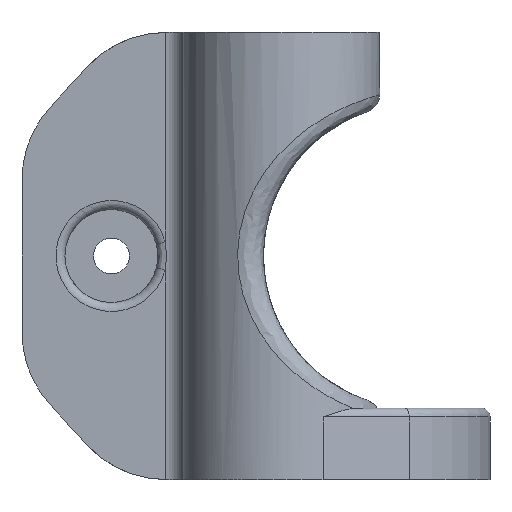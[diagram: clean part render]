
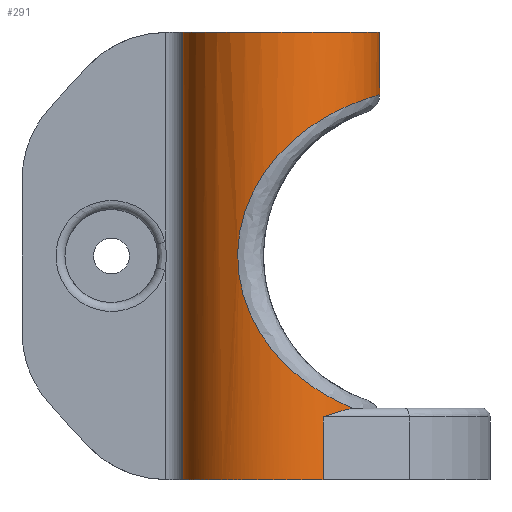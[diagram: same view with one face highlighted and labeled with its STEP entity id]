
A CAD part, left-side view. The second image highlights one B-rep face of the part: STEP entity #291.
In plain terms, the highlighted cylindrical face has radius 5.5 mm (diameter 11 mm), a partial arc.
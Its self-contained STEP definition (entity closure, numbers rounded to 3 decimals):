
#291=ADVANCED_FACE('',(#824),#826,.T.);
#824=FACE_BOUND('',#825,.T.);
#825=EDGE_LOOP('',(#2145,#2146,#2147,#2148,#2149,#2150));
#826=CYLINDRICAL_SURFACE('',#827,5.5);
#827=AXIS2_PLACEMENT_3D('',#828,#829,#830);
#828=CARTESIAN_POINT('',(-14.25,-9.733,0.));
#829=DIRECTION('',(0.,0.,-1.));
#830=DIRECTION('',(0.815,-0.579,0.));
#2145=ORIENTED_EDGE('',*,*,#2432,.T.);
#2146=ORIENTED_EDGE('',*,*,#2411,.T.);
#2147=ORIENTED_EDGE('',*,*,#2433,.T.);
#2148=ORIENTED_EDGE('',*,*,#2434,.F.);
#2149=ORIENTED_EDGE('',*,*,#2378,.F.);
#2150=ORIENTED_EDGE('',*,*,#2406,.T.);
#2378=EDGE_CURVE('',#2596,#2598,#2599,.T.);
#2406=EDGE_CURVE('',#2596,#2647,#2649,.T.);
#2411=EDGE_CURVE('',#2646,#2655,#2657,.T.);
#2432=EDGE_CURVE('',#2647,#2646,#2688,.T.);
#2433=EDGE_CURVE('',#2655,#2689,#2690,.T.);
#2434=EDGE_CURVE('',#2598,#2689,#2691,.T.);
#2596=VERTEX_POINT('',#3032);
#2598=VERTEX_POINT('',#3037);
#2599=CIRCLE('',#3038,5.5);
#2646=VERTEX_POINT('',#3496);
#2647=VERTEX_POINT('',#3497);
#2649=LINE('',#3528,#3529);
#2655=VERTEX_POINT('',#3543);
#2657=LINE('',#3548,#3549);
#2688=B_SPLINE_CURVE_WITH_KNOTS('',3,
(#3739,#3740,#3741,#3742,#3743,#3744,#3745,#3746,#3747,#3748,#3749,#3750,#3751,#3752,
#3753,#3754,#3755,#3756,#3757,#3758,#3759,#3760,#3761,#3762,#3763,#3764,#3765,#3766,
#3767,#3768,#3769,#3770,#3771,#3772,#3773,#3774,#3775,#3776,#3777,#3778,#3779,#3780,
#3781,#3782,#3783,#3784,#3785,#3786,#3787,#3788,#3789,#3790,#3791,#3792,#3793,#3794,
#3795,#3796,#3797,#3798,#3799,#3800,#3801,#3802,#3803,#3804,#3805,#3806),
.UNSPECIFIED.,.F.,.F.,
(4,1,1,1,1,1,1,1,1,1,1,1,1,1,1,1,1,1,1,1,1,1,1,1,1,1,1,1,1,1,1,1,1,1,1,1,1,1,1,1,
1,1,1,1,1,1,1,1,1,1,1,1,1,1,1,1,1,1,1,1,1,1,1,1,1,4),
(0.,0.017,0.032,0.045,0.057,
0.071,0.086,0.102,0.12,0.137,
0.155,0.172,0.189,0.205,0.22,
0.234,0.248,0.262,0.275,0.287,
0.299,0.312,0.325,0.342,0.362,
0.385,0.407,0.426,0.443,0.457,
0.47,0.481,0.492,0.504,0.516,
0.529,0.546,0.563,0.581,0.598,
0.62,0.641,0.661,0.675,0.689,
0.702,0.717,0.73,0.743,0.756,
0.77,0.784,0.799,0.815,0.832,
0.849,0.866,0.884,0.901,0.918,
0.934,0.949,0.963,0.979,0.991,
1.),
.UNSPECIFIED.);
#2689=VERTEX_POINT('',#3807);
#2690=CIRCLE('',#3808,5.5);
#2691=LINE('',#3812,#3813);
#3032=CARTESIAN_POINT('',(-9.766,-12.918,0.));
#3037=CARTESIAN_POINT('',(-14.25,-4.233,0.));
#3038=AXIS2_PLACEMENT_3D('',#3039,#3040,#3041);
#3039=CARTESIAN_POINT('',(-14.25,-9.733,0.));
#3040=DIRECTION('',(0.,0.,-1.));
#3041=DIRECTION('',(0.815,-0.579,0.));
#3496=CARTESIAN_POINT('',(-9.766,-12.918,20.643));
#3497=CARTESIAN_POINT('',(-9.766,-12.918,4.357));
#3528=CARTESIAN_POINT('',(-9.766,-12.918,0.));
#3529=VECTOR('',#3530,1.);
#3530=DIRECTION('',(0.,0.,1.));
#3543=CARTESIAN_POINT('',(-9.766,-12.918,25.));
#3548=CARTESIAN_POINT('',(-9.766,-12.918,20.643));
#3549=VECTOR('',#3550,1.);
#3550=DIRECTION('',(0.,0.,1.));
#3739=CARTESIAN_POINT('',(-9.766,-12.918,4.357));
#3740=CARTESIAN_POINT('',(-9.9,-13.106,4.264));
#3741=CARTESIAN_POINT('',(-10.176,-13.447,4.109));
#3742=CARTESIAN_POINT('',(-10.623,-13.881,3.931));
#3743=CARTESIAN_POINT('',(-11.072,-14.233,3.8));
#3744=CARTESIAN_POINT('',(-11.538,-14.528,3.697));
#3745=CARTESIAN_POINT('',(-12.065,-14.792,3.613));
#3746=CARTESIAN_POINT('',(-12.665,-15.014,3.547));
#3747=CARTESIAN_POINT('',(-13.348,-15.175,3.502));
#3748=CARTESIAN_POINT('',(-14.077,-15.247,3.482));
#3749=CARTESIAN_POINT('',(-14.827,-15.219,3.49));
#3750=CARTESIAN_POINT('',(-15.557,-15.092,3.525));
#3751=CARTESIAN_POINT('',(-16.257,-14.87,3.589));
#3752=CARTESIAN_POINT('',(-16.901,-14.569,3.684));
#3753=CARTESIAN_POINT('',(-17.478,-14.202,3.81));
#3754=CARTESIAN_POINT('',(-17.978,-13.792,3.965));
#3755=CARTESIAN_POINT('',(-18.404,-13.354,4.15));
#3756=CARTESIAN_POINT('',(-18.756,-12.902,4.361));
#3757=CARTESIAN_POINT('',(-19.043,-12.447,4.598));
#3758=CARTESIAN_POINT('',(-19.268,-12.001,4.854));
#3759=CARTESIAN_POINT('',(-19.442,-11.566,5.13));
#3760=CARTESIAN_POINT('',(-19.575,-11.133,5.433));
#3761=CARTESIAN_POINT('',(-19.67,-10.7,5.767));
#3762=CARTESIAN_POINT('',(-19.734,-10.233,6.169));
#3763=CARTESIAN_POINT('',(-19.759,-9.725,6.662));
#3764=CARTESIAN_POINT('',(-19.731,-9.168,7.295));
#3765=CARTESIAN_POINT('',(-19.648,-8.638,8.024));
#3766=CARTESIAN_POINT('',(-19.535,-8.192,8.795));
#3767=CARTESIAN_POINT('',(-19.426,-7.864,9.515));
#3768=CARTESIAN_POINT('',(-19.336,-7.637,10.163));
#3769=CARTESIAN_POINT('',(-19.27,-7.483,10.737));
#3770=CARTESIAN_POINT('',(-19.223,-7.383,11.256));
#3771=CARTESIAN_POINT('',(-19.193,-7.322,11.734));
#3772=CARTESIAN_POINT('',(-19.178,-7.29,12.192));
#3773=CARTESIAN_POINT('',(-19.175,-7.285,12.658));
#3774=CARTESIAN_POINT('',(-19.188,-7.31,13.161));
#3775=CARTESIAN_POINT('',(-19.221,-7.378,13.729));
#3776=CARTESIAN_POINT('',(-19.28,-7.505,14.368));
#3777=CARTESIAN_POINT('',(-19.363,-7.701,15.044));
#3778=CARTESIAN_POINT('',(-19.46,-7.961,15.713));
#3779=CARTESIAN_POINT('',(-19.565,-8.301,16.405));
#3780=CARTESIAN_POINT('',(-19.666,-8.733,17.115));
#3781=CARTESIAN_POINT('',(-19.739,-9.262,17.819));
#3782=CARTESIAN_POINT('',(-19.758,-9.787,18.4));
#3783=CARTESIAN_POINT('',(-19.729,-10.277,18.87));
#3784=CARTESIAN_POINT('',(-19.666,-10.727,19.256));
#3785=CARTESIAN_POINT('',(-19.558,-11.2,19.618));
#3786=CARTESIAN_POINT('',(-19.404,-11.675,19.943));
#3787=CARTESIAN_POINT('',(-19.201,-12.145,20.232));
#3788=CARTESIAN_POINT('',(-18.955,-12.598,20.483));
#3789=CARTESIAN_POINT('',(-18.651,-13.046,20.708));
#3790=CARTESIAN_POINT('',(-18.286,-13.484,20.907));
#3791=CARTESIAN_POINT('',(-17.849,-13.907,21.08));
#3792=CARTESIAN_POINT('',(-17.337,-14.301,21.225));
#3793=CARTESIAN_POINT('',(-16.753,-14.646,21.341));
#3794=CARTESIAN_POINT('',(-16.102,-14.928,21.428));
#3795=CARTESIAN_POINT('',(-15.402,-15.128,21.485));
#3796=CARTESIAN_POINT('',(-14.664,-15.234,21.514));
#3797=CARTESIAN_POINT('',(-13.916,-15.24,21.516));
#3798=CARTESIAN_POINT('',(-13.184,-15.145,21.49));
#3799=CARTESIAN_POINT('',(-12.494,-14.96,21.437));
#3800=CARTESIAN_POINT('',(-11.869,-14.705,21.36));
#3801=CARTESIAN_POINT('',(-11.309,-14.394,21.257));
#3802=CARTESIAN_POINT('',(-10.795,-14.027,21.126));
#3803=CARTESIAN_POINT('',(-10.357,-13.632,20.969));
#3804=CARTESIAN_POINT('',(-10.016,-13.252,20.802));
#3805=CARTESIAN_POINT('',(-9.838,-13.019,20.693));
#3806=CARTESIAN_POINT('',(-9.766,-12.918,20.643));
#3807=CARTESIAN_POINT('',(-14.25,-4.233,25.));
#3808=AXIS2_PLACEMENT_3D('',#3809,#3810,#3811);
#3809=CARTESIAN_POINT('',(-14.25,-9.733,25.));
#3810=DIRECTION('',(0.,0.,-1.));
#3811=DIRECTION('',(0.815,-0.579,0.));
#3812=CARTESIAN_POINT('',(-14.25,-4.233,0.));
#3813=VECTOR('',#3814,1.);
#3814=DIRECTION('',(0.,0.,1.));
